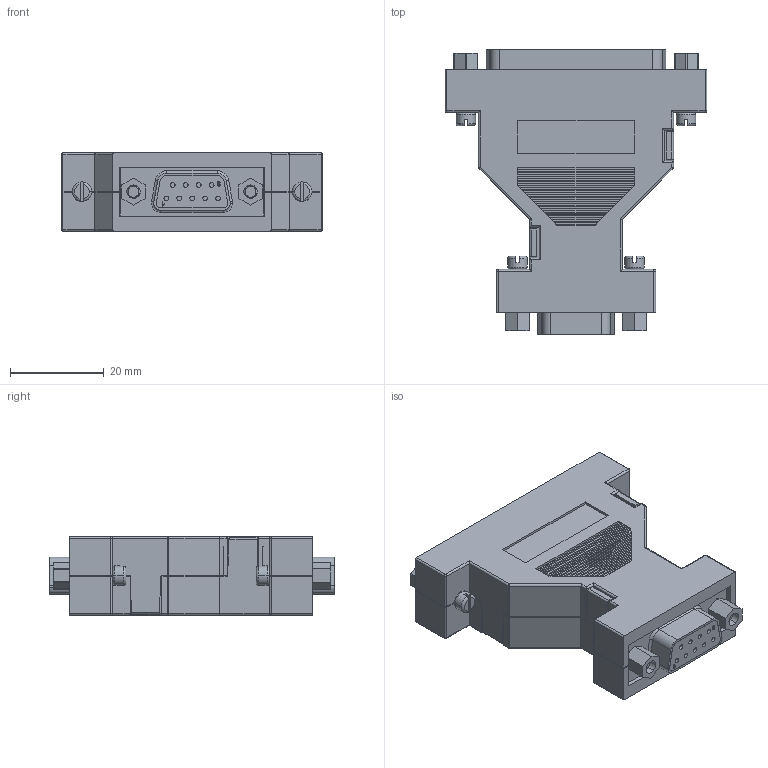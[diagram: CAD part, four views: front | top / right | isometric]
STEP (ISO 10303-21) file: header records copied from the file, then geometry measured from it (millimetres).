
FILE_DESCRIPTION (( 'STEP AP214' ), '1' );
FILE_NAME ('DSC00002.STEP', '2018-01-15T17:25:04', ( '' ), ( '' ), 'SwSTEP 2.0', 'SolidWorks 2014', '' );
FILE_SCHEMA (( 'AUTOMOTIVE_DESIGN' ));
Length unit declared in the file: inch
Products named in the file (7): SD25S; SD9S; 3AA06-002; 3AA01-009_3AA01-009-437; DIY259-MA1; DSC00002; 3AA06-002_4-40 HEX WITHOUT FILLETS
Assembly tree (12 placements, depth 2):
  DSC00002
    DIY259-MA1  x2
    3AA01-009_3AA01-009-437  x4
    3AA06-002  x2
    SD9S
    SD25S
    3AA06-002_4-40 HEX WITHOUT FILLETS  x2
Bounding box: 55.88 x 60.83 x 16.76 mm (x, y, z)
Volume: 17777.4 mm3; surface area: 20723.2 mm2
Topology: 12 solids, 12 shells, 1242 faces, 3086 edges, 1950 vertices
Faces by surface type: plane 696, cylinder 422, torus 60, bspline 28, cone 24, sphere 12
Entity records: 35289 total; most frequent: CARTESIAN_POINT 6394, DIRECTION 4698, ORIENTED_EDGE 4436, EDGE_CURVE 2218, AXIS2_PLACEMENT_3D 1653, VERTEX_POINT 1397, LINE 1392, VECTOR 1392
